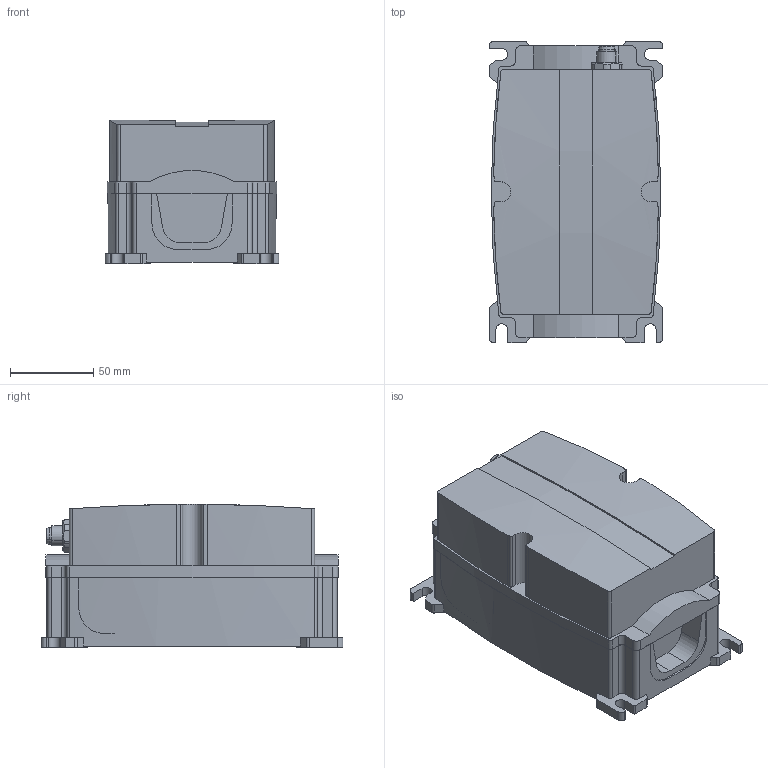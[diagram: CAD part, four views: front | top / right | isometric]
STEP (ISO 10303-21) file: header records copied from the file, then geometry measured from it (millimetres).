
FILE_DESCRIPTION(('CATIA V5 STEP Exchange','CAx-IF Rec.Pracs.--- Model Styling and Organization---1.2---2011-12-15'),'2;1');
FILE_NAME ('D1446901_0', '2018-07-28T17:47:42+00:00', ('none'), ('Weidmueller'), 'CATIA Version 5-6 Release 2014', 'CATIA V5 STEP AP214', 'none');
FILE_SCHEMA(('AUTOMOTIVE_DESIGN { 1 0 10303 214 1 1 1 1 }'));
Length unit declared in the file: millimetre
Products named in the file (1): 1025060000
Bounding box: 104 x 181 x 86 mm (x, y, z)
Volume: 1254153.6 mm3; surface area: 121878 mm2
Topology: 8 solids, 8 shells, 300 faces, 816 edges, 544 vertices
Faces by surface type: plane 155, cylinder 137, cone 8
Entity records: 8937 total; most frequent: CARTESIAN_POINT 1774, ORIENTED_EDGE 1632, DIRECTION 1190, EDGE_CURVE 816, VERTEX_POINT 544, VECTOR 508, LINE 508, AXIS2_PLACEMENT_3D 480
